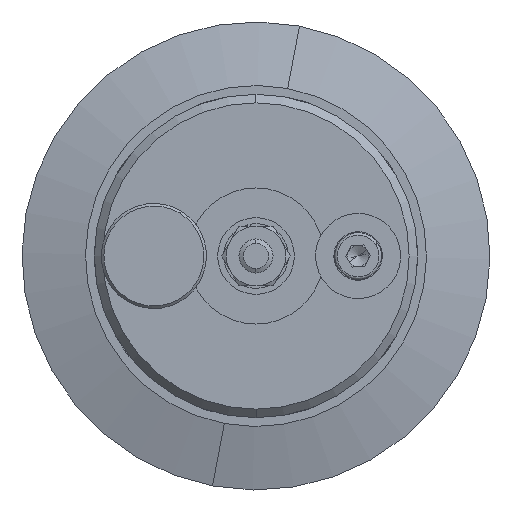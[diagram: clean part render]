
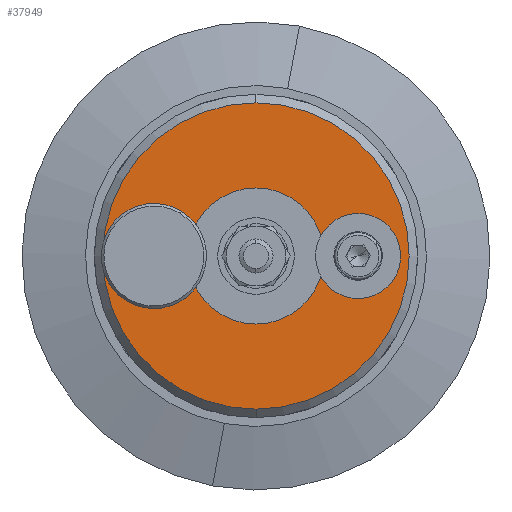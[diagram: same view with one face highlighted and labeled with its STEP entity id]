
A CAD part, front view. The second image highlights one B-rep face of the part: STEP entity #37949.
In plain terms, the highlighted face is planar.
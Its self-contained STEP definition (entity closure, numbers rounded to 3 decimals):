
#296 = CARTESIAN_POINT ( 'NONE',  ( 0., 12., -22. ) ) ;
#986 = EDGE_CURVE ( 'NONE', #63416, #37215, #23631, .T. ) ;
#2454 = ORIENTED_EDGE ( 'NONE', *, *, #32909, .T. ) ;
#2476 = AXIS2_PLACEMENT_3D ( 'NONE', #19175, #61903, #25358 ) ;
#3378 = VERTEX_POINT ( 'NONE', #42655 ) ;
#3682 = VERTEX_POINT ( 'NONE', #48345 ) ;
#5709 = EDGE_LOOP ( 'NONE', ( #58851, #7707 ) ) ;
#6405 = DIRECTION ( 'NONE',  ( -1., 0., 0. ) ) ;
#7707 = ORIENTED_EDGE ( 'NONE', *, *, #55031, .F. ) ;
#12045 = CARTESIAN_POINT ( 'NONE',  ( -8., 0., -22. ) ) ;
#12823 = EDGE_CURVE ( 'NONE', #37267, #20137, #39998, .T. ) ;
#13205 = CARTESIAN_POINT ( 'NONE',  ( 0., 0., -22. ) ) ;
#13308 = FACE_OUTER_BOUND ( 'NONE', #32862, .T. ) ;
#14023 = AXIS2_PLACEMENT_3D ( 'NONE', #13205, #55874, #19280 ) ;
#15179 = FACE_BOUND ( 'NONE', #5709, .T. ) ;
#15374 = DIRECTION ( 'NONE',  ( 0., 0., -1. ) ) ;
#17198 = CARTESIAN_POINT ( 'NONE',  ( -18., 0., -22. ) ) ;
#19175 = CARTESIAN_POINT ( 'NONE',  ( 0., 0., -22. ) ) ;
#19280 = DIRECTION ( 'NONE',  ( 1., 0., 0. ) ) ;
#20137 = VERTEX_POINT ( 'NONE', #17198 ) ;
#21328 = CIRCLE ( 'NONE', #32033, 1.25 ) ;
#21600 = DIRECTION ( 'NONE',  ( 1., 0., 0. ) ) ;
#23616 = AXIS2_PLACEMENT_3D ( 'NONE', #35808, #78517, #41941 ) ;
#23631 = CIRCLE ( 'NONE', #39039, 8. ) ;
#24734 = DIRECTION ( 'NONE',  ( 0., 0., 1. ) ) ;
#25358 = DIRECTION ( 'NONE',  ( 1., 0., 0. ) ) ;
#26417 = VERTEX_POINT ( 'NONE', #54285 ) ;
#27534 = CARTESIAN_POINT ( 'NONE',  ( 0., 19., -22. ) ) ;
#30266 = CARTESIAN_POINT ( 'NONE',  ( 8., 0., -22. ) ) ;
#31874 = DIRECTION ( 'NONE',  ( 0., 0., 1. ) ) ;
#32033 = AXIS2_PLACEMENT_3D ( 'NONE', #296, #42888, #6405 ) ;
#32207 = EDGE_LOOP ( 'NONE', ( #56760, #76416 ) ) ;
#32862 = EDGE_LOOP ( 'NONE', ( #44929, #2454 ) ) ;
#32909 = EDGE_CURVE ( 'NONE', #20137, #37267, #62736, .T. ) ;
#33680 = AXIS2_PLACEMENT_3D ( 'NONE', #51935, #15374, #58090 ) ;
#34580 = DIRECTION ( 'NONE',  ( 0., 0., -1. ) ) ;
#35808 = CARTESIAN_POINT ( 'NONE',  ( 0., -12., -22. ) ) ;
#37215 = VERTEX_POINT ( 'NONE', #12045 ) ;
#37267 = VERTEX_POINT ( 'NONE', #39911 ) ;
#37487 = AXIS2_PLACEMENT_3D ( 'NONE', #71150, #34580, #77294 ) ;
#37949 = ADVANCED_FACE ( 'NONE', ( #13308, #47618, #15179, #76257 ), #52052, .F. ) ;
#39039 = AXIS2_PLACEMENT_3D ( 'NONE', #68482, #31874, #74596 ) ;
#39226 = CIRCLE ( 'NONE', #58254, 8. ) ;
#39371 = VERTEX_POINT ( 'NONE', #53794 ) ;
#39911 = CARTESIAN_POINT ( 'NONE',  ( 18., 0., -22. ) ) ;
#39947 = AXIS2_PLACEMENT_3D ( 'NONE', #27534, #58215, #21600 ) ;
#39998 = CIRCLE ( 'NONE', #14023, 18. ) ;
#41941 = DIRECTION ( 'NONE',  ( -1., 0., 0. ) ) ;
#42655 = CARTESIAN_POINT ( 'NONE',  ( -1.25, 12., -22. ) ) ;
#42888 = DIRECTION ( 'NONE',  ( 0., 0., -1. ) ) ;
#44728 = EDGE_CURVE ( 'NONE', #3378, #26417, #21328, .T. ) ;
#44929 = ORIENTED_EDGE ( 'NONE', *, *, #12823, .T. ) ;
#47573 = EDGE_CURVE ( 'NONE', #37215, #63416, #39226, .T. ) ;
#47618 = FACE_BOUND ( 'NONE', #49220, .T. ) ;
#47726 = ORIENTED_EDGE ( 'NONE', *, *, #51988, .F. ) ;
#48345 = CARTESIAN_POINT ( 'NONE',  ( -1.25, -12., -22. ) ) ;
#49220 = EDGE_LOOP ( 'NONE', ( #71474, #47726 ) ) ;
#51935 = CARTESIAN_POINT ( 'NONE',  ( 0., -12., -22. ) ) ;
#51988 = EDGE_CURVE ( 'NONE', #39371, #3682, #53312, .T. ) ;
#52052 = PLANE ( 'NONE',  #39947 ) ;
#53312 = CIRCLE ( 'NONE', #23616, 1.25 ) ;
#53794 = CARTESIAN_POINT ( 'NONE',  ( 1.25, -12., -22. ) ) ;
#54285 = CARTESIAN_POINT ( 'NONE',  ( 1.25, 12., -22. ) ) ;
#55031 = EDGE_CURVE ( 'NONE', #26417, #3378, #72145, .T. ) ;
#55874 = DIRECTION ( 'NONE',  ( 0., 0., -1. ) ) ;
#56760 = ORIENTED_EDGE ( 'NONE', *, *, #986, .T. ) ;
#58090 = DIRECTION ( 'NONE',  ( -1., 0., 0. ) ) ;
#58215 = DIRECTION ( 'NONE',  ( 0., 0., 1. ) ) ;
#58254 = AXIS2_PLACEMENT_3D ( 'NONE', #61295, #24734, #67431 ) ;
#58851 = ORIENTED_EDGE ( 'NONE', *, *, #44728, .F. ) ;
#61295 = CARTESIAN_POINT ( 'NONE',  ( 0., 0., -22. ) ) ;
#61629 = CIRCLE ( 'NONE', #33680, 1.25 ) ;
#61903 = DIRECTION ( 'NONE',  ( 0., 0., -1. ) ) ;
#62736 = CIRCLE ( 'NONE', #2476, 18. ) ;
#63416 = VERTEX_POINT ( 'NONE', #30266 ) ;
#64551 = EDGE_CURVE ( 'NONE', #3682, #39371, #61629, .T. ) ;
#67431 = DIRECTION ( 'NONE',  ( 1., 0., 0. ) ) ;
#68482 = CARTESIAN_POINT ( 'NONE',  ( 0., 0., -22. ) ) ;
#71150 = CARTESIAN_POINT ( 'NONE',  ( 0., 12., -22. ) ) ;
#71474 = ORIENTED_EDGE ( 'NONE', *, *, #64551, .F. ) ;
#72145 = CIRCLE ( 'NONE', #37487, 1.25 ) ;
#74596 = DIRECTION ( 'NONE',  ( 1., 0., 0. ) ) ;
#76257 = FACE_BOUND ( 'NONE', #32207, .T. ) ;
#76416 = ORIENTED_EDGE ( 'NONE', *, *, #47573, .T. ) ;
#77294 = DIRECTION ( 'NONE',  ( -1., 0., 0. ) ) ;
#78517 = DIRECTION ( 'NONE',  ( 0., 0., -1. ) ) ;
